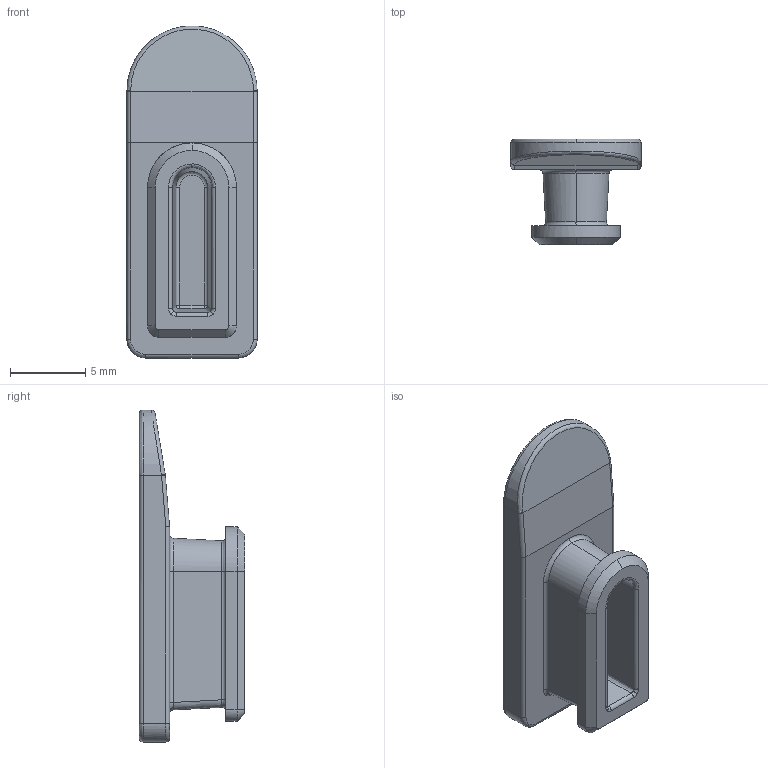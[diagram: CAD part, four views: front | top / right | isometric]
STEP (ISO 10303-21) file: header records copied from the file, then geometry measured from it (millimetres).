
FILE_DESCRIPTION(/* description */ (''),/* implementation_level */ '2;1');
FILE_NAME(/* name */ 'B2.4.0 Dust Cap',/* time_stamp */ '2014-12-16T14:47:42+00:00',/* author */ (''),/* organization */ (''),/* preprocessor_version */ 'ST-DEVELOPER v15',/* originating_system */ '',/* authorisation */ '');
FILE_SCHEMA (('AUTOMOTIVE_DESIGN'));
Length unit declared in the file: millimetre
Products named in the file (1): Document
Bounding box: 8.63 x 6.97 x 22 mm (x, y, z)
Volume: 488.5 mm3; surface area: 740.3 mm2
Topology: 1 solids, 1 shells, 93 faces, 213 edges, 123 vertices
Faces by surface type: bspline 72, plane 21
Entity records: 4640 total; most frequent: CARTESIAN_POINT 3416, ORIENTED_EDGE 422, EDGE_CURVE 211, VERTEX_POINT 123, EDGE_LOOP 96, ADVANCED_FACE 93, FACE_OUTER_BOUND 93, B_SPLINE_CURVE_WITH_KNOTS 91
